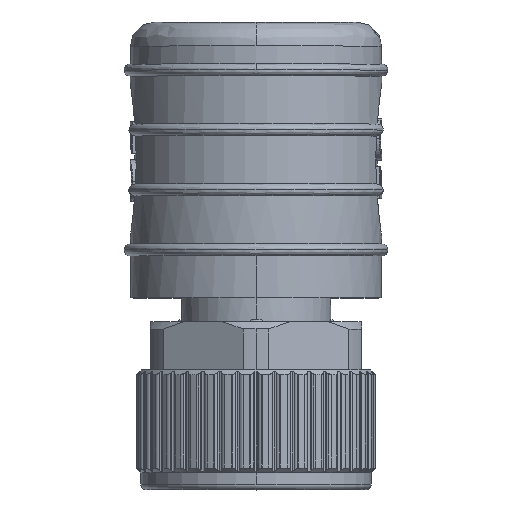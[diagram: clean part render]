
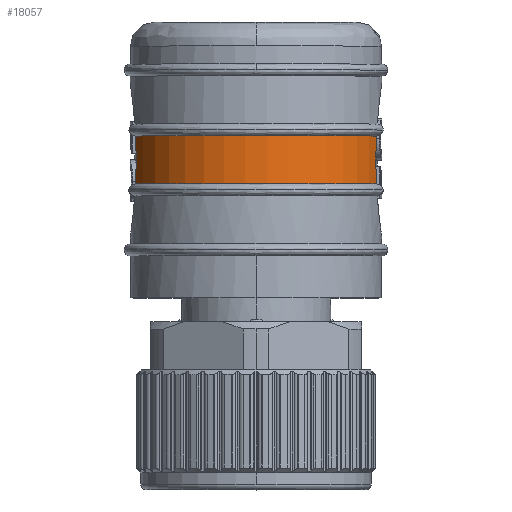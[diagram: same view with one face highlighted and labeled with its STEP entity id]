
A CAD part, top view. The second image highlights one B-rep face of the part: STEP entity #18057.
In plain terms, the highlighted cylindrical face has radius 5.25 mm (diameter 10.5 mm), a partial arc.
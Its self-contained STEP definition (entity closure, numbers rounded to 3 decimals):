
#459 = CARTESIAN_POINT ( 'NONE',  ( 4.78, -1.089, 1.52 ) ) ;
#742 = CARTESIAN_POINT ( 'NONE',  ( -5.246, -0.425, 1.6 ) ) ;
#910 = AXIS2_PLACEMENT_3D ( 'NONE', #1947, #6595, #11607 ) ;
#1947 = CARTESIAN_POINT ( 'NONE',  ( -0.245, -9.623, 0. ) ) ;
#2097 = CARTESIAN_POINT ( 'NONE',  ( -5.271, 0.911, 1.52 ) ) ;
#2113 = CARTESIAN_POINT ( 'NONE',  ( 4.755, -0.425, 1.6 ) ) ;
#2388 = CARTESIAN_POINT ( 'NONE',  ( -5.254, 0.58, 1.574 ) ) ;
#3394 = VERTEX_POINT ( 'NONE', #20399 ) ;
#3425 = AXIS2_PLACEMENT_3D ( 'NONE', #4091, #15283, #5739 ) ;
#3594 = CARTESIAN_POINT ( 'NONE',  ( -5.271, -1.089, 1.52 ) ) ;
#3747 = CARTESIAN_POINT ( 'NONE',  ( 4.763, 0.58, 1.574 ) ) ;
#3841 = DIRECTION ( 'NONE',  ( 0., -1., 0. ) ) ;
#4091 = CARTESIAN_POINT ( 'NONE',  ( -0.245, -1.089, 0. ) ) ;
#5273 = VERTEX_POINT ( 'NONE', #19630 ) ;
#5739 = DIRECTION ( 'NONE',  ( 0., 0., -1. ) ) ;
#6204 = ORIENTED_EDGE ( 'NONE', *, *, #9788, .T. ) ;
#6595 = DIRECTION ( 'NONE',  ( 0., -1., 0. ) ) ;
#6647 = EDGE_LOOP ( 'NONE', ( #6671, #6204, #19329, #13137 ) ) ;
#6671 = ORIENTED_EDGE ( 'NONE', *, *, #15682, .T. ) ;
#6866 = VERTEX_POINT ( 'NONE', #2097 ) ;
#8847 = CARTESIAN_POINT ( 'NONE',  ( -5.271, -1.089, 1.52 ) ) ;
#9788 = EDGE_CURVE ( 'NONE', #3394, #6866, #11004, .T. ) ;
#10169 = CARTESIAN_POINT ( 'NONE',  ( 4.763, -0.758, 1.574 ) ) ;
#10974 = AXIS2_PLACEMENT_3D ( 'NONE', #13447, #3841, #15038 ) ;
#11004 = CIRCLE ( 'NONE', #10974, 5.25 ) ;
#11607 = DIRECTION ( 'NONE',  ( 0., 0., -1. ) ) ;
#12040 = CARTESIAN_POINT ( 'NONE',  ( -5.246, 0.246, 1.6 ) ) ;
#12067 = CIRCLE ( 'NONE', #3425, 5.25 ) ;
#12762 = CYLINDRICAL_SURFACE ( 'NONE', #910, 5.25 ) ;
#12906 = B_SPLINE_CURVE_WITH_KNOTS ( 'NONE', 3,
 ( #8847, #18295, #742, #12040, #2388, #13622 ),
 .UNSPECIFIED., .F., .F.,
 ( 4, 2, 4 ),
 ( 0., 0.001, 0.002 ),
 .UNSPECIFIED. ) ;
#13137 = ORIENTED_EDGE ( 'NONE', *, *, #15828, .F. ) ;
#13244 = FACE_OUTER_BOUND ( 'NONE', #6647, .T. ) ;
#13358 = CARTESIAN_POINT ( 'NONE',  ( 4.755, 0.246, 1.6 ) ) ;
#13447 = CARTESIAN_POINT ( 'NONE',  ( -0.245, 0.911, 0. ) ) ;
#13622 = CARTESIAN_POINT ( 'NONE',  ( -5.271, 0.911, 1.52 ) ) ;
#14944 = CARTESIAN_POINT ( 'NONE',  ( 4.78, 0.911, 1.52 ) ) ;
#15038 = DIRECTION ( 'NONE',  ( 0., 0., -1. ) ) ;
#15283 = DIRECTION ( 'NONE',  ( 0., -1., 0. ) ) ;
#15682 = EDGE_CURVE ( 'NONE', #5273, #3394, #20198, .T. ) ;
#15778 = EDGE_CURVE ( 'NONE', #19754, #6866, #12906, .T. ) ;
#15828 = EDGE_CURVE ( 'NONE', #5273, #19754, #12067, .T. ) ;
#18057 = ADVANCED_FACE ( 'NONE', ( #13244 ), #12762, .T. ) ;
#18295 = CARTESIAN_POINT ( 'NONE',  ( -5.254, -0.758, 1.574 ) ) ;
#19329 = ORIENTED_EDGE ( 'NONE', *, *, #15778, .F. ) ;
#19630 = CARTESIAN_POINT ( 'NONE',  ( 4.78, -1.089, 1.52 ) ) ;
#19754 = VERTEX_POINT ( 'NONE', #3594 ) ;
#20198 = B_SPLINE_CURVE_WITH_KNOTS ( 'NONE', 3,
 ( #459, #10169, #2113, #13358, #3747, #14944 ),
 .UNSPECIFIED., .F., .F.,
 ( 4, 2, 4 ),
 ( 0., 0.001, 0.002 ),
 .UNSPECIFIED. ) ;
#20399 = CARTESIAN_POINT ( 'NONE',  ( 4.78, 0.911, 1.52 ) ) ;
